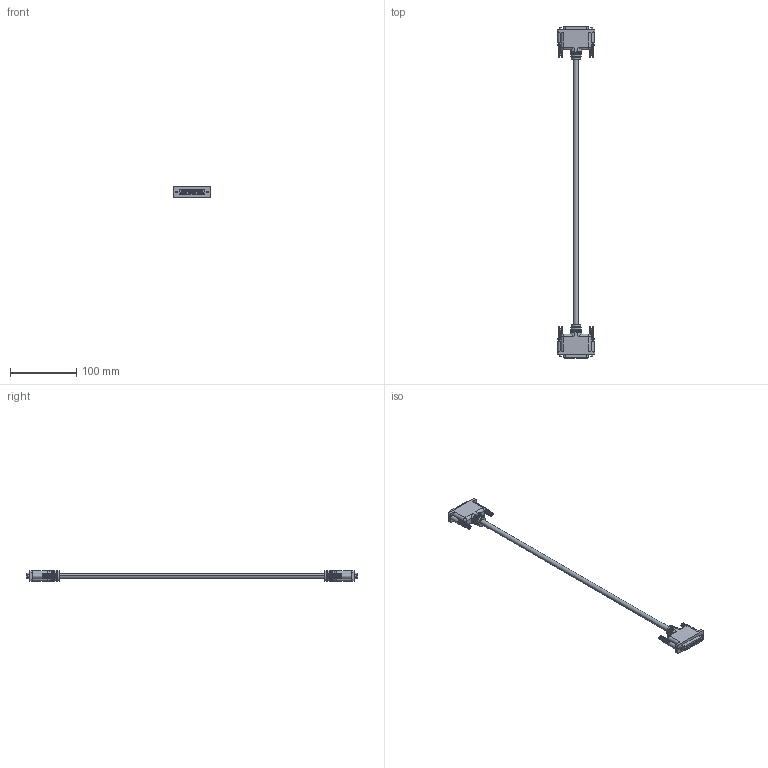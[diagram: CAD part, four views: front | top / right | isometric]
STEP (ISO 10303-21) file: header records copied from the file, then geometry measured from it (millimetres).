
FILE_DESCRIPTION (( 'STEP AP203' ), '1' );
FILE_NAME ('MCS25-DC-05.STEP', '2020-04-14T10:00:51', ( 'user' ), ( '' ), 'SwSTEP 2.0', 'SolidWorks 2008', '' );
FILE_SCHEMA (( 'CONFIG_CONTROL_DESIGN' ));
Length unit declared in the file: millimetre
Products named in the file (3): 05_ル遽; MCS25-DC-05; MCS25-DC_ル遽
Assembly tree (3 placements, depth 2):
  MCS25-DC-05
    MCS25-DC_ル遽  x2
    05_ル遽
Bounding box: 56 x 500 x 16 mm (x, y, z)
Volume: 73279.3 mm3; surface area: 27716.1 mm2
Topology: 3 solids, 3 shells, 698 faces, 1828 edges, 1188 vertices
Faces by surface type: plane 374, cylinder 212, cone 104, sphere 8
Entity records: 11574 total; most frequent: CARTESIAN_POINT 2734, ORIENTED_EDGE 1826, DIRECTION 1711, EDGE_CURVE 913, VERTEX_POINT 596, AXIS2_PLACEMENT_3D 585, LINE 541, VECTOR 541
